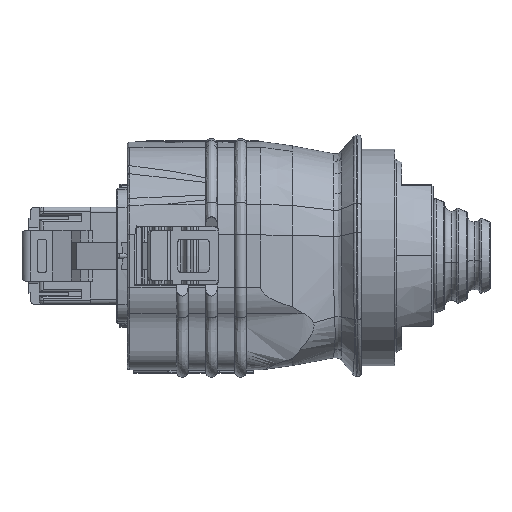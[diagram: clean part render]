
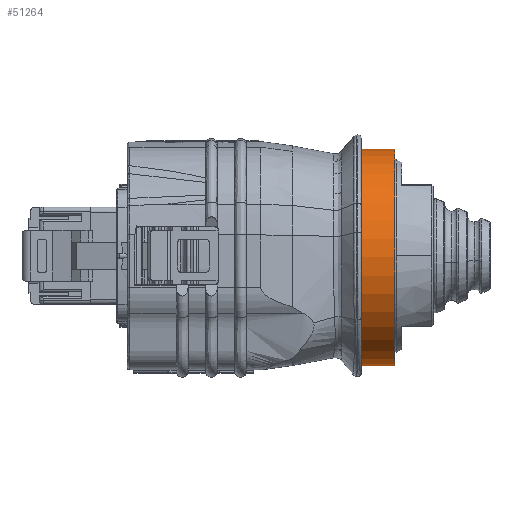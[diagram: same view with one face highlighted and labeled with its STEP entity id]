
A CAD part, front view. The second image highlights one B-rep face of the part: STEP entity #51264.
In plain terms, the highlighted cylindrical face has radius 13 mm (diameter 26 mm), a partial arc.
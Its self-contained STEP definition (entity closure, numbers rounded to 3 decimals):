
#5931 = CYLINDRICAL_SURFACE ( 'NONE', #13416, 13. ) ;
#8368 = EDGE_CURVE ( 'NONE', #30933, #19640, #20322, .T. ) ;
#8791 = EDGE_CURVE ( 'NONE', #75344, #19640, #52104, .T. ) ;
#9520 = DIRECTION ( 'NONE',  ( -1., 0., 0. ) ) ;
#13416 = AXIS2_PLACEMENT_3D ( 'NONE', #62968, #19504, #41433 ) ;
#15378 = DIRECTION ( 'NONE',  ( 1., 0., 0. ) ) ;
#15743 = VECTOR ( 'NONE', #15378, 1000. ) ;
#16068 = ORIENTED_EDGE ( 'NONE', *, *, #74532, .F. ) ;
#16835 = CARTESIAN_POINT ( 'NONE',  ( 18.35, -0.15, -0.2 ) ) ;
#16983 = ORIENTED_EDGE ( 'NONE', *, *, #65758, .T. ) ;
#17348 = FACE_OUTER_BOUND ( 'NONE', #81303, .T. ) ;
#19504 = DIRECTION ( 'NONE',  ( 1., 0., 0. ) ) ;
#19640 = VERTEX_POINT ( 'NONE', #20947 ) ;
#20322 = CIRCLE ( 'NONE', #65433, 13. ) ;
#20947 = CARTESIAN_POINT ( 'NONE',  ( 18.35, -0.15, 12.8 ) ) ;
#23172 = CARTESIAN_POINT ( 'NONE',  ( 14.35, -0.15, -0.2 ) ) ;
#26569 = ORIENTED_EDGE ( 'NONE', *, *, #8791, .F. ) ;
#30933 = VERTEX_POINT ( 'NONE', #49486 ) ;
#38069 = DIRECTION ( 'NONE',  ( 0., 0., 1. ) ) ;
#38379 = DIRECTION ( 'NONE',  ( -1., 0., 0. ) ) ;
#39754 = CARTESIAN_POINT ( 'NONE',  ( 14.35, -0.15, 12.8 ) ) ;
#41375 = ORIENTED_EDGE ( 'NONE', *, *, #8368, .T. ) ;
#41433 = DIRECTION ( 'NONE',  ( 0., 0., -1. ) ) ;
#45888 = CIRCLE ( 'NONE', #78062, 13. ) ;
#48870 = CARTESIAN_POINT ( 'NONE',  ( 14.35, -0.15, -13.2 ) ) ;
#49486 = CARTESIAN_POINT ( 'NONE',  ( 18.35, -0.15, -13.2 ) ) ;
#51264 = ADVANCED_FACE ( 'NONE', ( #17348 ), #5931, .T. ) ;
#52104 = LINE ( 'NONE', #87057, #15743 ) ;
#56361 = VECTOR ( 'NONE', #67400, 1000. ) ;
#62968 = CARTESIAN_POINT ( 'NONE',  ( 14.35, -0.15, -0.2 ) ) ;
#65433 = AXIS2_PLACEMENT_3D ( 'NONE', #16835, #9520, #88214 ) ;
#65758 = EDGE_CURVE ( 'NONE', #76579, #30933, #67673, .T. ) ;
#67400 = DIRECTION ( 'NONE',  ( 1., 0., 0. ) ) ;
#67673 = LINE ( 'NONE', #90270, #56361 ) ;
#74532 = EDGE_CURVE ( 'NONE', #76579, #75344, #45888, .T. ) ;
#75344 = VERTEX_POINT ( 'NONE', #39754 ) ;
#76579 = VERTEX_POINT ( 'NONE', #48870 ) ;
#78062 = AXIS2_PLACEMENT_3D ( 'NONE', #23172, #38379, #38069 ) ;
#81303 = EDGE_LOOP ( 'NONE', ( #26569, #16068, #16983, #41375 ) ) ;
#87057 = CARTESIAN_POINT ( 'NONE',  ( 14.35, -0.15, 12.8 ) ) ;
#88214 = DIRECTION ( 'NONE',  ( 0., 0., 1. ) ) ;
#90270 = CARTESIAN_POINT ( 'NONE',  ( 14.35, -0.15, -13.2 ) ) ;
